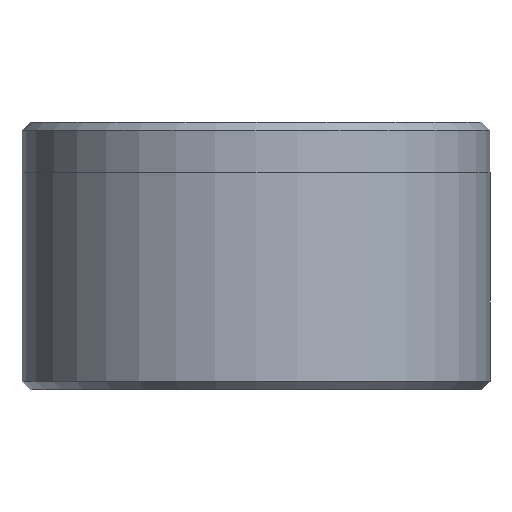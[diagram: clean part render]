
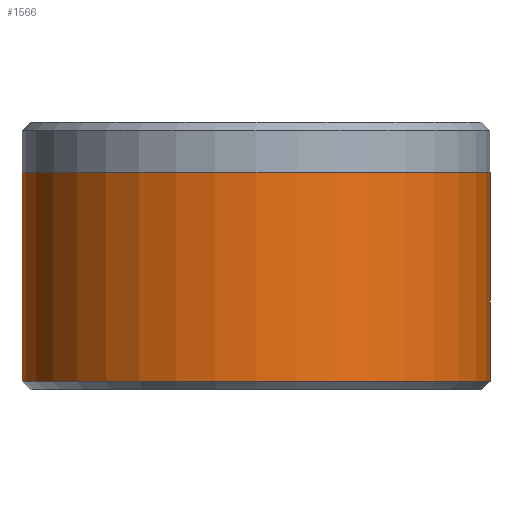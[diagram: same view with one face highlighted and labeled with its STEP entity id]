
A CAD part, front view. The second image highlights one B-rep face of the part: STEP entity #1566.
In plain terms, the highlighted cylindrical face has radius 14 mm (diameter 28 mm), a partial arc.
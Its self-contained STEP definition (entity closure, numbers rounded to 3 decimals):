
#33 = VECTOR ( 'NONE', #1190, 1000. ) ;
#135 = FACE_OUTER_BOUND ( 'NONE', #344, .T. ) ;
#150 = VERTEX_POINT ( 'NONE', #1324 ) ;
#303 = CARTESIAN_POINT ( 'NONE',  ( -14., 0., 0.5 ) ) ;
#331 = EDGE_CURVE ( 'NONE', #150, #717, #454, .T. ) ;
#344 = EDGE_LOOP ( 'NONE', ( #1736, #622, #1184, #2014 ) ) ;
#397 = VECTOR ( 'NONE', #1586, 1000. ) ;
#411 = AXIS2_PLACEMENT_3D ( 'NONE', #1673, #1525, #1543 ) ;
#454 = LINE ( 'NONE', #1388, #397 ) ;
#480 = CARTESIAN_POINT ( 'NONE',  ( -14., 0., 13. ) ) ;
#606 = LINE ( 'NONE', #1665, #33 ) ;
#622 = ORIENTED_EDGE ( 'NONE', *, *, #888, .F. ) ;
#717 = VERTEX_POINT ( 'NONE', #1327 ) ;
#888 = EDGE_CURVE ( 'NONE', #1177, #150, #1699, .T. ) ;
#941 = DIRECTION ( 'NONE',  ( 1., 0., 0. ) ) ;
#959 = DIRECTION ( 'NONE',  ( 0., 0., 1. ) ) ;
#965 = CARTESIAN_POINT ( 'NONE',  ( 0., 0., 0.5 ) ) ;
#1164 = EDGE_CURVE ( 'NONE', #1177, #1276, #606, .T. ) ;
#1177 = VERTEX_POINT ( 'NONE', #480 ) ;
#1184 = ORIENTED_EDGE ( 'NONE', *, *, #1164, .T. ) ;
#1190 = DIRECTION ( 'NONE',  ( 0., 0., -1. ) ) ;
#1251 = CYLINDRICAL_SURFACE ( 'NONE', #411, 14. ) ;
#1276 = VERTEX_POINT ( 'NONE', #303 ) ;
#1324 = CARTESIAN_POINT ( 'NONE',  ( 14., 0., 13. ) ) ;
#1327 = CARTESIAN_POINT ( 'NONE',  ( 14., 0., 0.5 ) ) ;
#1379 = AXIS2_PLACEMENT_3D ( 'NONE', #1462, #1491, #1792 ) ;
#1388 = CARTESIAN_POINT ( 'NONE',  ( 14., 0., 16. ) ) ;
#1439 = AXIS2_PLACEMENT_3D ( 'NONE', #965, #959, #941 ) ;
#1462 = CARTESIAN_POINT ( 'NONE',  ( 0., 0., 13. ) ) ;
#1491 = DIRECTION ( 'NONE',  ( 0., 0., 1. ) ) ;
#1525 = DIRECTION ( 'NONE',  ( 0., 0., -1. ) ) ;
#1543 = DIRECTION ( 'NONE',  ( -1., 0., 0. ) ) ;
#1566 = ADVANCED_FACE ( 'NONE', ( #135 ), #1251, .T. ) ;
#1586 = DIRECTION ( 'NONE',  ( 0., 0., -1. ) ) ;
#1634 = CIRCLE ( 'NONE', #1439, 14. ) ;
#1665 = CARTESIAN_POINT ( 'NONE',  ( -14., 0., 16. ) ) ;
#1673 = CARTESIAN_POINT ( 'NONE',  ( 0., 0., 16. ) ) ;
#1699 = CIRCLE ( 'NONE', #1379, 14. ) ;
#1707 = EDGE_CURVE ( 'NONE', #1276, #717, #1634, .T. ) ;
#1736 = ORIENTED_EDGE ( 'NONE', *, *, #331, .F. ) ;
#1792 = DIRECTION ( 'NONE',  ( 1., 0., 0. ) ) ;
#2014 = ORIENTED_EDGE ( 'NONE', *, *, #1707, .T. ) ;
